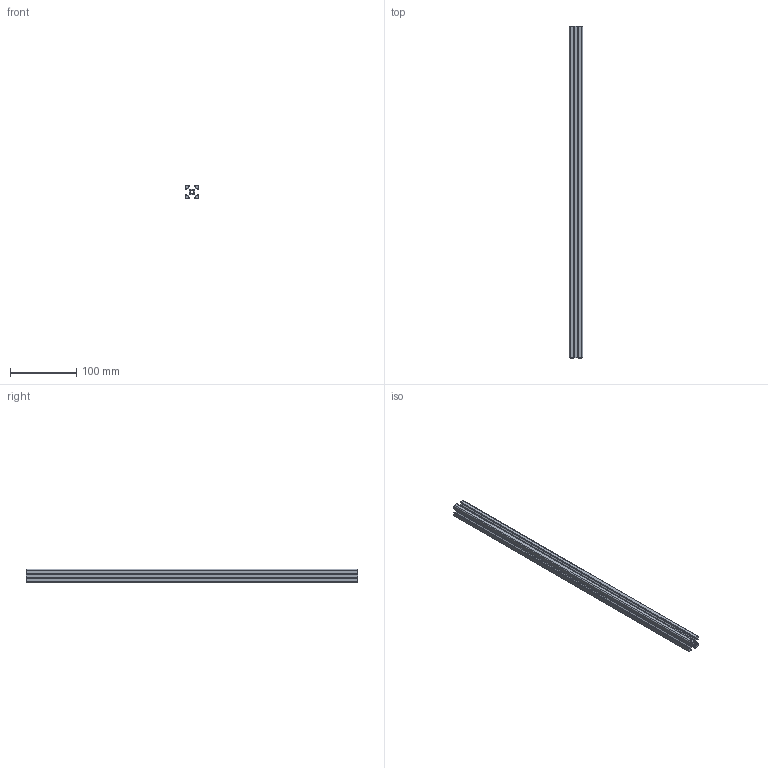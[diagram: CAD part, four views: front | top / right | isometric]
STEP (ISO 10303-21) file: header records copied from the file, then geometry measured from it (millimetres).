
FILE_DESCRIPTION(('FreeCAD Model'),'2;1');
FILE_NAME('Open CASCADE Shape Model','2021-07-26T05:11:19',('Author'),( ''),'Open CASCADE STEP processor 7.5','FreeCAD','Unknown');
FILE_SCHEMA(('AUTOMOTIVE_DESIGN { 1 0 10303 214 1 1 1 1 }'));
Length unit declared in the file: millimetre
Products named in the file (1): Body
Bounding box: 20 x 500 x 20 mm (x, y, z)
Volume: 83876.3 mm3; surface area: 82617.5 mm2
Topology: 1 solids, 1 shells, 123 faces, 369 edges, 248 vertices
Faces by surface type: plane 62, cylinder 61
Full cylindrical faces by diameter (mm): 5 x1
Entity records: 9213 total; most frequent: CARTESIAN_POINT 1864, DIRECTION 1418, LINE 850, VECTOR 850, ORIENTED_EDGE 738, PCURVE 738, DEFINITIONAL_REPRESENTATION 738, EDGE_CURVE 369
